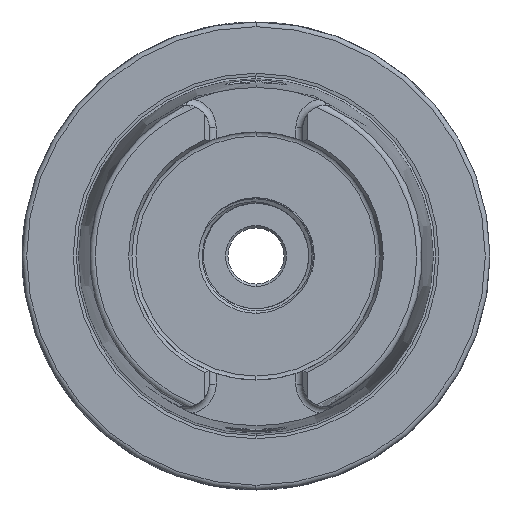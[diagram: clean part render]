
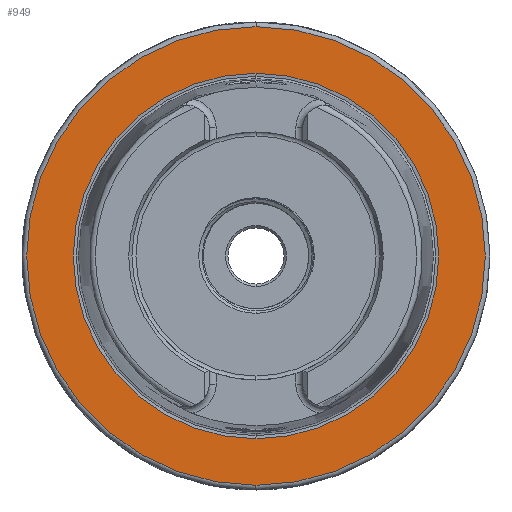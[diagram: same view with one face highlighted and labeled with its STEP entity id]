
A CAD part, left-side view. The second image highlights one B-rep face of the part: STEP entity #949.
In plain terms, the highlighted planar face has unit normal (-1, 0, 0).
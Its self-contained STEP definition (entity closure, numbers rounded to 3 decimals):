
#949 = ADVANCED_FACE ( 'NONE', ( #4214, #4217 ), #5091, .T. ) ;
#3734 = CIRCLE ( 'NONE', #28938, 39.054 ) ;
#3784 = CIRCLE ( 'NONE', #28954, 49. ) ;
#4062 = CIRCLE ( 'NONE', #29037, 39.054 ) ;
#4214 = FACE_OUTER_BOUND ( 'NONE', #11601, .T. ) ;
#4217 = FACE_BOUND ( 'NONE', #11649, .T. ) ;
#4729 = CARTESIAN_POINT ( 'NONE',  ( 0., 0., -49. ) ) ;
#4757 = CARTESIAN_POINT ( 'NONE',  ( 0., 0., 49. ) ) ;
#5074 = CARTESIAN_POINT ( 'NONE',  ( 0., 39.054, 0. ) ) ;
#5082 = DIRECTION ( 'NONE',  ( 0., 0., 1. ) ) ;
#5091 = PLANE ( 'NONE',  #30947 ) ;
#5106 = DIRECTION ( 'NONE',  ( -1., 0., 0. ) ) ;
#5179 = CARTESIAN_POINT ( 'NONE',  ( 0., 0., 39.054 ) ) ;
#6508 = CARTESIAN_POINT ( 'NONE',  ( 0., 0., -39.054 ) ) ;
#9045 = VERTEX_POINT ( 'NONE', #4757 ) ;
#9063 = VERTEX_POINT ( 'NONE', #4729 ) ;
#9084 = VERTEX_POINT ( 'NONE', #5179 ) ;
#9093 = VERTEX_POINT ( 'NONE', #6508 ) ;
#9630 = ORIENTED_EDGE ( 'NONE', *, *, #33225, .T. ) ;
#9652 = ORIENTED_EDGE ( 'NONE', *, *, #32883, .T. ) ;
#9686 = ORIENTED_EDGE ( 'NONE', *, *, #33144, .T. ) ;
#9711 = ORIENTED_EDGE ( 'NONE', *, *, #32827, .T. ) ;
#11601 = EDGE_LOOP ( 'NONE', ( #9652, #9630 ) ) ;
#11649 = EDGE_LOOP ( 'NONE', ( #9711, #9686 ) ) ;
#12176 = CARTESIAN_POINT ( 'NONE',  ( 0., 0., 0. ) ) ;
#12200 = DIRECTION ( 'NONE',  ( 1., 0., 0. ) ) ;
#12208 = DIRECTION ( 'NONE',  ( 0., 0., -1. ) ) ;
#12458 = DIRECTION ( 'NONE',  ( -1., 0., 0. ) ) ;
#12480 = DIRECTION ( 'NONE',  ( 0., 0., 1. ) ) ;
#12495 = CARTESIAN_POINT ( 'NONE',  ( 0., 0., 0. ) ) ;
#12699 = CIRCLE ( 'NONE', #29033, 49. ) ;
#28938 = AXIS2_PLACEMENT_3D ( 'NONE', #39441, #39436, #39423 ) ;
#28954 = AXIS2_PLACEMENT_3D ( 'NONE', #39958, #39955, #39944 ) ;
#29033 = AXIS2_PLACEMENT_3D ( 'NONE', #12495, #12458, #12480 ) ;
#29037 = AXIS2_PLACEMENT_3D ( 'NONE', #12176, #12200, #12208 ) ;
#30947 = AXIS2_PLACEMENT_3D ( 'NONE', #5074, #5106, #5082 ) ;
#32827 = EDGE_CURVE ( 'NONE', #9084, #9093, #3734, .T. ) ;
#32883 = EDGE_CURVE ( 'NONE', #9045, #9063, #3784, .T. ) ;
#33144 = EDGE_CURVE ( 'NONE', #9093, #9084, #4062, .T. ) ;
#33225 = EDGE_CURVE ( 'NONE', #9063, #9045, #12699, .T. ) ;
#39423 = DIRECTION ( 'NONE',  ( 0., 0., -1. ) ) ;
#39436 = DIRECTION ( 'NONE',  ( 1., 0., 0. ) ) ;
#39441 = CARTESIAN_POINT ( 'NONE',  ( 0., 0., 0. ) ) ;
#39944 = DIRECTION ( 'NONE',  ( 0., 0., 1. ) ) ;
#39955 = DIRECTION ( 'NONE',  ( -1., 0., 0. ) ) ;
#39958 = CARTESIAN_POINT ( 'NONE',  ( 0., 0., 0. ) ) ;
